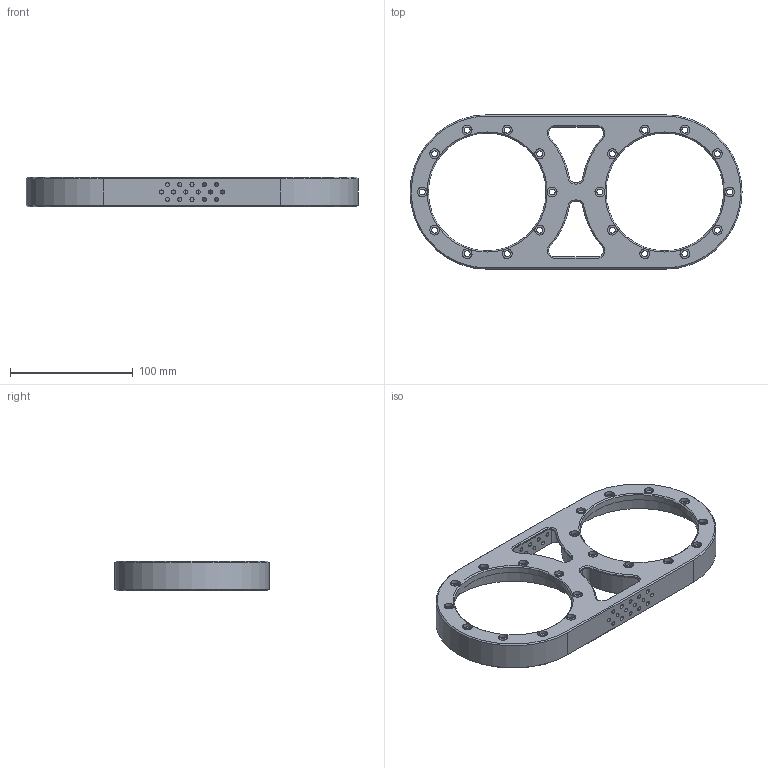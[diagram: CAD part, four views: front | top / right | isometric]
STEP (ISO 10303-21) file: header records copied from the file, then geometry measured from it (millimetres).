
FILE_DESCRIPTION (( 'STEP AP214' ), '1' );
FILE_NAME ('鷕標啣.STEP', '2025-04-21T10:59:53', ( 'Windows User' ), ( 'P R C' ), 'SwSTEP 2.0', 'SolidWorks 2020', '' );
FILE_SCHEMA (( 'AUTOMOTIVE_DESIGN' ));
Length unit declared in the file: millimetre
Products named in the file (1): 鷕標啣
Bounding box: 271 x 126 x 24 mm (x, y, z)
Volume: 124396 mm3; surface area: 72250.7 mm2
Topology: 1 solids, 1 shells, 277 faces, 732 edges, 461 vertices
Faces by surface type: cylinder 187, plane 48, cone 42
Entity records: 9689 total; most frequent: DIRECTION 1737, CARTESIAN_POINT 1471, ORIENTED_EDGE 1464, EDGE_CURVE 732, AXIS2_PLACEMENT_3D 727, VERTEX_POINT 461, CIRCLE 449, EDGE_LOOP 393
